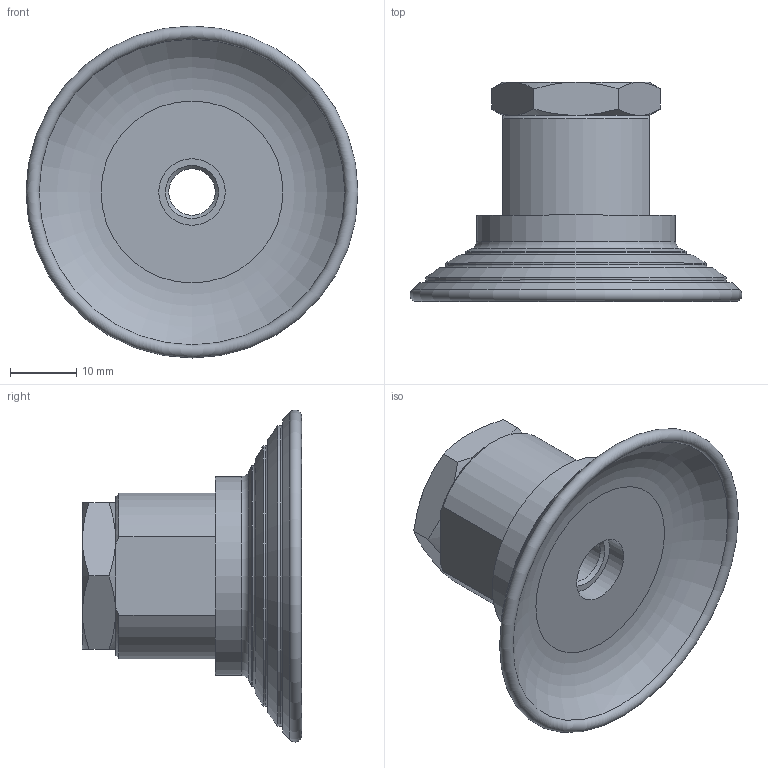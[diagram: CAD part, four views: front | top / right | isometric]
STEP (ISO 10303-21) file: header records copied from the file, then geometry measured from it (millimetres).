
FILE_DESCRIPTION(/* description */ ('STEP AP214'),/* implementation_level */ '2;1');
FILE_NAME(/* name */ '8073818_OGVM-50-S-N-G14F',/* time_stamp */ '2024-09-11T14:14:55+02:00',/* author */ ('License CC BY-ND 4.0'),/* organization */ ('CADENAS'),/* preprocessor_version */ 'ST-DEVELOPER v19.3',/* originating_system */ 'PARTsolutions',/* authorisation */ ' ');
FILE_SCHEMA (('AUTOMOTIVE_DESIGN {1 0 10303 214 3 1 1}'));
Length unit declared in the file: millimetre
Products named in the file (1): 8073818 OGVM-50-S-N-G14F---(high)
Bounding box: 50 x 33 x 50 mm (x, y, z)
Volume: 15117.3 mm3; surface area: 7507.4 mm2
Topology: 1 solids, 1 shells, 53 faces, 110 edges, 65 vertices
Faces by surface type: plane 18, cone 16, torus 10, cylinder 9
Full cylindrical faces by diameter (mm): 7 x1, 10 x1, 11.445 x1, 30 x1, 33.2 x1, 39.2 x1, 45.2 x1
Entity records: 1348 total; most frequent: CARTESIAN_POINT 292, DIRECTION 216, ORIENTED_EDGE 180, AXIS2_PLACEMENT_3D 100, EDGE_CURVE 90, EDGE_LOOP 80, FACE_BOUND 80, VERTEX_POINT 64
